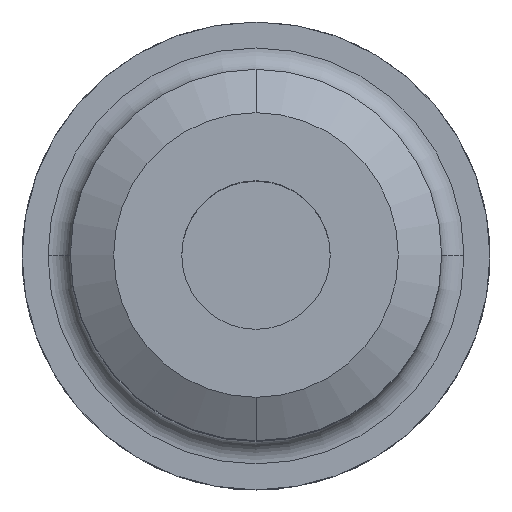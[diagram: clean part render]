
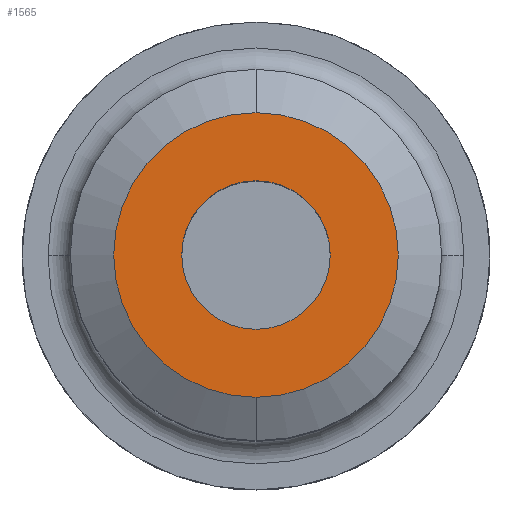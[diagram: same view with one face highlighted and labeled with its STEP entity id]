
A CAD part, top view. The second image highlights one B-rep face of the part: STEP entity #1565.
In plain terms, the highlighted planar face has unit normal (0, 0, 1).
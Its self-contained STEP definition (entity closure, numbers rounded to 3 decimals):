
#1 = AXIS2_PLACEMENT_3D ( 'NONE', #1603, #1458, #1591 ) ;
#73 = ORIENTED_EDGE ( 'NONE', *, *, #1855, .F. ) ;
#79 = CARTESIAN_POINT ( 'NONE',  ( 0., 0., 100. ) ) ;
#111 = CARTESIAN_POINT ( 'NONE',  ( 0., -10., 100. ) ) ;
#170 = AXIS2_PLACEMENT_3D ( 'NONE', #79, #799, #521 ) ;
#207 = CARTESIAN_POINT ( 'NONE',  ( 0., 0., 100. ) ) ;
#214 = DIRECTION ( 'NONE',  ( 0., 0., -1. ) ) ;
#271 = CARTESIAN_POINT ( 'NONE',  ( 0., 19.16, 100. ) ) ;
#419 = PLANE ( 'NONE',  #1370 ) ;
#445 = CARTESIAN_POINT ( 'NONE',  ( 0., 19.16, 100. ) ) ;
#466 = CARTESIAN_POINT ( 'NONE',  ( 0., 0., 100. ) ) ;
#469 = CIRCLE ( 'NONE', #1, 10. ) ;
#521 = DIRECTION ( 'NONE',  ( 0., 1., 0. ) ) ;
#533 = VERTEX_POINT ( 'NONE', #445 ) ;
#536 = EDGE_CURVE ( 'NONE', #786, #1840, #469, .T. ) ;
#554 = DIRECTION ( 'NONE',  ( 0., 1., 0. ) ) ;
#623 = AXIS2_PLACEMENT_3D ( 'NONE', #207, #214, #1227 ) ;
#627 = ORIENTED_EDGE ( 'NONE', *, *, #536, .T. ) ;
#701 = FACE_OUTER_BOUND ( 'NONE', #1307, .T. ) ;
#717 = EDGE_CURVE ( 'NONE', #533, #1375, #1868, .T. ) ;
#786 = VERTEX_POINT ( 'NONE', #111 ) ;
#799 = DIRECTION ( 'NONE',  ( 0., 0., -1. ) ) ;
#945 = CARTESIAN_POINT ( 'NONE',  ( 0., 10., 100. ) ) ;
#1014 = DIRECTION ( 'NONE',  ( 0., -1., 0. ) ) ;
#1152 = FACE_BOUND ( 'NONE', #1717, .T. ) ;
#1162 = ORIENTED_EDGE ( 'NONE', *, *, #1466, .T. ) ;
#1227 = DIRECTION ( 'NONE',  ( 0., 1., 0. ) ) ;
#1307 = EDGE_LOOP ( 'NONE', ( #1356, #73 ) ) ;
#1350 = AXIS2_PLACEMENT_3D ( 'NONE', #466, #1402, #554 ) ;
#1356 = ORIENTED_EDGE ( 'NONE', *, *, #717, .F. ) ;
#1370 = AXIS2_PLACEMENT_3D ( 'NONE', #271, #1597, #1014 ) ;
#1375 = VERTEX_POINT ( 'NONE', #1783 ) ;
#1402 = DIRECTION ( 'NONE',  ( 0., 0., -1. ) ) ;
#1458 = DIRECTION ( 'NONE',  ( 0., 0., -1. ) ) ;
#1466 = EDGE_CURVE ( 'NONE', #1840, #786, #1578, .T. ) ;
#1479 = CIRCLE ( 'NONE', #170, 19.16 ) ;
#1565 = ADVANCED_FACE ( 'NONE', ( #1152, #701 ), #419, .T. ) ;
#1578 = CIRCLE ( 'NONE', #1350, 10. ) ;
#1591 = DIRECTION ( 'NONE',  ( 0., 1., 0. ) ) ;
#1597 = DIRECTION ( 'NONE',  ( 0., 0., 1. ) ) ;
#1603 = CARTESIAN_POINT ( 'NONE',  ( 0., 0., 100. ) ) ;
#1717 = EDGE_LOOP ( 'NONE', ( #1162, #627 ) ) ;
#1783 = CARTESIAN_POINT ( 'NONE',  ( 0., -19.16, 100. ) ) ;
#1840 = VERTEX_POINT ( 'NONE', #945 ) ;
#1855 = EDGE_CURVE ( 'NONE', #1375, #533, #1479, .T. ) ;
#1868 = CIRCLE ( 'NONE', #623, 19.16 ) ;
